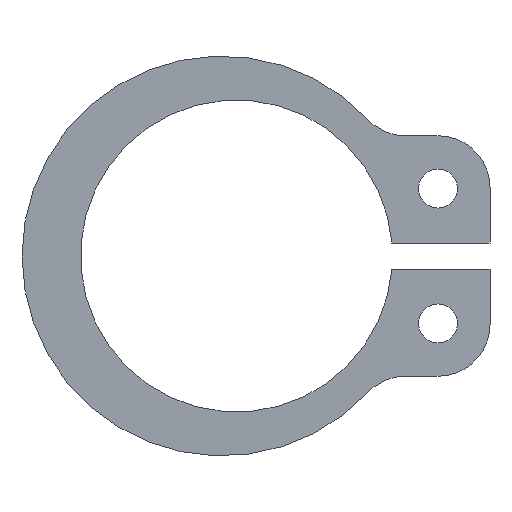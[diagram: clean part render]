
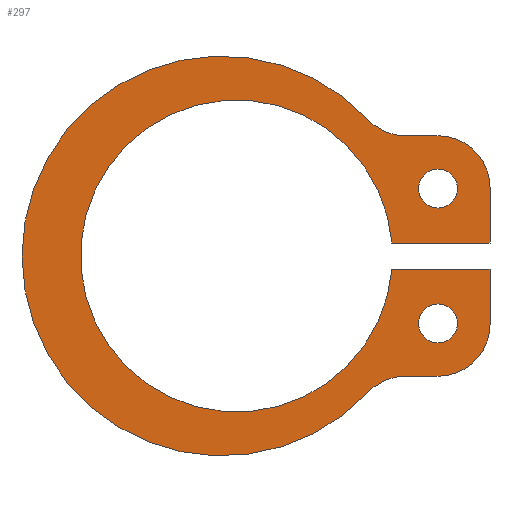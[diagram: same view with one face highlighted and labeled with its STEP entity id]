
A CAD part, left-side view. The second image highlights one B-rep face of the part: STEP entity #297.
In plain terms, the highlighted planar face has unit normal (-1, 0, 0).
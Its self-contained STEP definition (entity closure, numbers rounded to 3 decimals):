
#15=FACE_BOUND('',#48,.T.);
#16=FACE_BOUND('',#49,.T.);
#19=PLANE('',#338);
#31=FACE_OUTER_BOUND('',#47,.T.);
#47=EDGE_LOOP('',(#217,#218,#219,#220,#221,#222,#223,#224,#225,#226,#227,
#228));
#48=EDGE_LOOP('',(#229));
#49=EDGE_LOOP('',(#230));
#69=LINE('',#484,#95);
#70=LINE('',#485,#96);
#71=LINE('',#487,#97);
#72=LINE('',#489,#98);
#73=LINE('',#493,#99);
#74=LINE('',#498,#100);
#95=VECTOR('',#392,1000.);
#96=VECTOR('',#393,1000.);
#97=VECTOR('',#394,1000.);
#98=VECTOR('',#395,1000.);
#99=VECTOR('',#398,1000.);
#100=VECTOR('',#403,1000.);
#116=CIRCLE('',#328,0.6);
#118=CIRCLE('',#331,4.8);
#120=CIRCLE('',#334,0.6);
#122=CIRCLE('',#337,6.15);
#123=CIRCLE('',#339,1.6);
#124=CIRCLE('',#340,1.6);
#125=CIRCLE('',#341,1.6);
#126=CIRCLE('',#342,1.6);
#132=VERTEX_POINT('',#454);
#135=VERTEX_POINT('',#461);
#136=VERTEX_POINT('',#463);
#138=VERTEX_POINT('',#469);
#141=VERTEX_POINT('',#476);
#142=VERTEX_POINT('',#478);
#143=VERTEX_POINT('',#482);
#144=VERTEX_POINT('',#483);
#145=VERTEX_POINT('',#486);
#146=VERTEX_POINT('',#488);
#147=VERTEX_POINT('',#490);
#148=VERTEX_POINT('',#492);
#149=VERTEX_POINT('',#495);
#150=VERTEX_POINT('',#497);
#161=EDGE_CURVE('',#132,#132,#116,.T.);
#164=EDGE_CURVE('',#136,#135,#118,.T.);
#168=EDGE_CURVE('',#138,#138,#120,.T.);
#171=EDGE_CURVE('',#141,#142,#122,.T.);
#173=EDGE_CURVE('',#143,#144,#69,.T.);
#174=EDGE_CURVE('',#136,#143,#70,.T.);
#175=EDGE_CURVE('',#145,#135,#71,.T.);
#176=EDGE_CURVE('',#146,#145,#72,.T.);
#177=EDGE_CURVE('',#147,#146,#123,.T.);
#178=EDGE_CURVE('',#148,#147,#73,.T.);
#179=EDGE_CURVE('',#148,#142,#124,.T.);
#180=EDGE_CURVE('',#141,#149,#125,.T.);
#181=EDGE_CURVE('',#150,#149,#74,.T.);
#182=EDGE_CURVE('',#144,#150,#126,.T.);
#217=ORIENTED_EDGE('',*,*,#173,.F.);
#218=ORIENTED_EDGE('',*,*,#174,.F.);
#219=ORIENTED_EDGE('',*,*,#164,.T.);
#220=ORIENTED_EDGE('',*,*,#175,.F.);
#221=ORIENTED_EDGE('',*,*,#176,.F.);
#222=ORIENTED_EDGE('',*,*,#177,.F.);
#223=ORIENTED_EDGE('',*,*,#178,.F.);
#224=ORIENTED_EDGE('',*,*,#179,.T.);
#225=ORIENTED_EDGE('',*,*,#171,.F.);
#226=ORIENTED_EDGE('',*,*,#180,.T.);
#227=ORIENTED_EDGE('',*,*,#181,.F.);
#228=ORIENTED_EDGE('',*,*,#182,.F.);
#229=ORIENTED_EDGE('',*,*,#168,.T.);
#230=ORIENTED_EDGE('',*,*,#161,.T.);
#297=ADVANCED_FACE('',(#31,#15,#16),#19,.F.);
#328=AXIS2_PLACEMENT_3D('',#456,#365,#366);
#331=AXIS2_PLACEMENT_3D('',#464,#372,#373);
#334=AXIS2_PLACEMENT_3D('',#471,#380,#381);
#337=AXIS2_PLACEMENT_3D('',#479,#387,#388);
#338=AXIS2_PLACEMENT_3D('',#481,#390,#391);
#339=AXIS2_PLACEMENT_3D('',#491,#396,#397);
#340=AXIS2_PLACEMENT_3D('',#494,#399,#400);
#341=AXIS2_PLACEMENT_3D('',#496,#401,#402);
#342=AXIS2_PLACEMENT_3D('',#499,#404,#405);
#365=DIRECTION('center_axis',(1.,0.,0.));
#366=DIRECTION('ref_axis',(0.,0.,-1.));
#372=DIRECTION('center_axis',(1.,0.,0.));
#373=DIRECTION('ref_axis',(0.,0.,-1.));
#380=DIRECTION('center_axis',(1.,0.,0.));
#381=DIRECTION('ref_axis',(0.,0.,-1.));
#387=DIRECTION('center_axis',(1.,0.,0.));
#388=DIRECTION('ref_axis',(0.,0.,-1.));
#390=DIRECTION('center_axis',(1.,0.,0.));
#391=DIRECTION('ref_axis',(0.,1.,0.));
#392=DIRECTION('',(0.,0.,-1.));
#393=DIRECTION('',(0.,-1.,0.));
#394=DIRECTION('',(0.,1.,0.));
#395=DIRECTION('',(0.,0.,-1.));
#396=DIRECTION('center_axis',(1.,0.,0.));
#397=DIRECTION('ref_axis',(0.,0.,-1.));
#398=DIRECTION('',(0.,-1.,0.));
#399=DIRECTION('center_axis',(1.,0.,0.));
#400=DIRECTION('ref_axis',(0.,0.,-1.));
#401=DIRECTION('center_axis',(1.,0.,0.));
#402=DIRECTION('ref_axis',(0.,0.,-1.));
#403=DIRECTION('',(0.,1.,0.));
#404=DIRECTION('center_axis',(1.,0.,0.));
#405=DIRECTION('ref_axis',(0.,0.,-1.));
#454=CARTESIAN_POINT('',(-34.305,6.682,6.412));
#456=CARTESIAN_POINT('Origin',(-34.305,6.682,7.012));
#461=CARTESIAN_POINT('',(-34.305,8.099,9.487));
#463=CARTESIAN_POINT('',(-34.305,8.099,8.687));
#464=CARTESIAN_POINT('Origin',(-34.305,12.882,9.087));
#469=CARTESIAN_POINT('',(-34.305,6.682,10.562));
#471=CARTESIAN_POINT('Origin',(-34.305,6.682,11.162));
#476=CARTESIAN_POINT('',(-34.305,8.845,4.881));
#478=CARTESIAN_POINT('',(-34.305,8.845,13.292));
#479=CARTESIAN_POINT('Origin',(-34.305,13.332,9.087));
#481=CARTESIAN_POINT('Origin',(-34.305,7.678,3.787));
#482=CARTESIAN_POINT('',(-34.305,5.082,8.687));
#483=CARTESIAN_POINT('',(-34.305,5.082,6.987));
#484=CARTESIAN_POINT('',(-34.305,5.082,8.687));
#485=CARTESIAN_POINT('',(-34.305,8.099,8.687));
#486=CARTESIAN_POINT('',(-34.305,5.082,9.487));
#487=CARTESIAN_POINT('',(-34.305,5.082,9.487));
#488=CARTESIAN_POINT('',(-34.305,5.082,11.187));
#489=CARTESIAN_POINT('',(-34.305,5.082,11.187));
#490=CARTESIAN_POINT('',(-34.305,6.682,12.787));
#491=CARTESIAN_POINT('Origin',(-34.305,6.682,11.187));
#492=CARTESIAN_POINT('',(-34.305,7.678,12.787));
#493=CARTESIAN_POINT('',(-34.305,7.678,12.787));
#494=CARTESIAN_POINT('Origin',(-34.305,7.678,14.387));
#495=CARTESIAN_POINT('',(-34.305,7.678,5.387));
#496=CARTESIAN_POINT('Origin',(-34.305,7.678,3.787));
#497=CARTESIAN_POINT('',(-34.305,6.682,5.387));
#498=CARTESIAN_POINT('',(-34.305,6.682,5.387));
#499=CARTESIAN_POINT('Origin',(-34.305,6.682,6.987));
